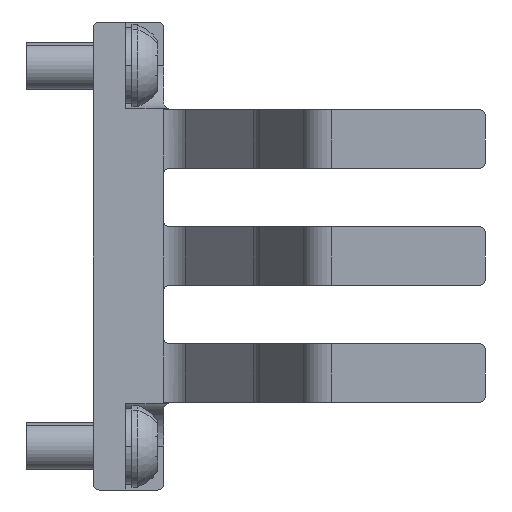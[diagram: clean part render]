
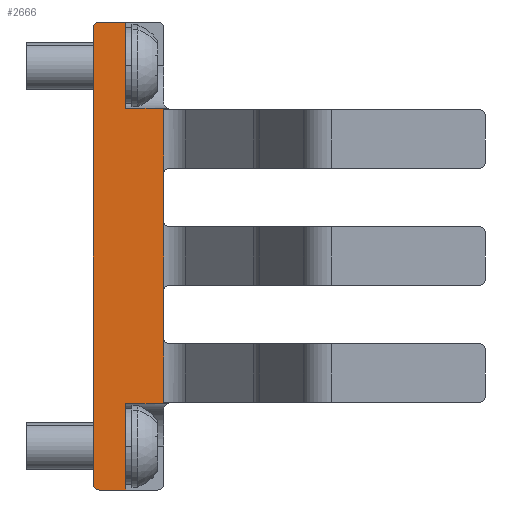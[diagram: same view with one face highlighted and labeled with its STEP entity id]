
A CAD part, left-side view. The second image highlights one B-rep face of the part: STEP entity #2666.
In plain terms, the highlighted planar face has unit normal (-1, 0, 0).
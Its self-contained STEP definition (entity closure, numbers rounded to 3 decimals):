
#63=CARTESIAN_POINT('Vertex',(-358.,9.,112.)) ;
#77=CARTESIAN_POINT('Vertex',(-358.,10.,111.)) ;
#80=CARTESIAN_POINT('Axis2P3D Location',(-358.,9.,111.)) ;
#224=CARTESIAN_POINT('Line Origine',(-358.,10.,72.)) ;
#228=CARTESIAN_POINT('Vertex',(-358.,10.,33.)) ;
#381=CARTESIAN_POINT('Vertex',(-358.,9.,32.)) ;
#384=CARTESIAN_POINT('Axis2P3D Location',(-358.,9.,33.)) ;
#453=CARTESIAN_POINT('Line Origine',(-358.,-2.,62.)) ;
#457=CARTESIAN_POINT('Vertex',(-358.,-2.,66.)) ;
#459=CARTESIAN_POINT('Vertex',(-358.,-2.,58.)) ;
#556=CARTESIAN_POINT('Line Origine',(-358.,-2.,82.)) ;
#560=CARTESIAN_POINT('Vertex',(-358.,-2.,86.)) ;
#562=CARTESIAN_POINT('Vertex',(-358.,-2.,78.)) ;
#759=CARTESIAN_POINT('Line Origine',(-358.,-2.,72.)) ;
#763=CARTESIAN_POINT('Vertex',(-358.,-2.,47.)) ;
#827=CARTESIAN_POINT('Line Origine',(-358.,-2.,72.)) ;
#860=CARTESIAN_POINT('Vertex',(-358.,-2.,97.)) ;
#865=CARTESIAN_POINT('Line Origine',(-358.,-2.,72.)) ;
#2374=CARTESIAN_POINT('Line Origine',(-358.,0.915,46.75)) ;
#2378=CARTESIAN_POINT('Vertex',(-358.,4.5,46.75)) ;
#2380=CARTESIAN_POINT('Vertex',(-358.,-2.671,46.75)) ;
#2414=CARTESIAN_POINT('Line Origine',(-358.,-2.75,47.)) ;
#2418=CARTESIAN_POINT('Vertex',(-358.,-3.5,47.)) ;
#2454=CARTESIAN_POINT('Axis2P3D Location',(-358.,-3.5,45.5)) ;
#2562=CARTESIAN_POINT('Vertex',(-358.,4.5,32.)) ;
#2572=CARTESIAN_POINT('Line Origine',(-358.,4.5,39.375)) ;
#2603=CARTESIAN_POINT('Axis2P3D Location',(-358.,-2.,112.)) ;
#2608=CARTESIAN_POINT('Line Origine',(-358.,-2.75,97.)) ;
#2612=CARTESIAN_POINT('Vertex',(-358.,-3.5,97.)) ;
#2615=CARTESIAN_POINT('Axis2P3D Location',(-358.,-3.5,98.5)) ;
#2619=CARTESIAN_POINT('Vertex',(-358.,-2.671,97.25)) ;
#2622=CARTESIAN_POINT('Line Origine',(-358.,0.915,97.25)) ;
#2626=CARTESIAN_POINT('Vertex',(-358.,4.5,97.25)) ;
#2629=CARTESIAN_POINT('Line Origine',(-358.,4.5,104.625)) ;
#2633=CARTESIAN_POINT('Vertex',(-358.,4.5,112.)) ;
#2636=CARTESIAN_POINT('Line Origine',(-358.,6.75,112.)) ;
#2641=CARTESIAN_POINT('Line Origine',(-358.,6.75,32.)) ;
#81=DIRECTION('Axis2P3D Direction',(-1.,0.,0.)) ;
#225=DIRECTION('Vector Direction',(0.,0.,-1.)) ;
#385=DIRECTION('Axis2P3D Direction',(-1.,0.,0.)) ;
#454=DIRECTION('Vector Direction',(0.,0.,1.)) ;
#557=DIRECTION('Vector Direction',(0.,0.,1.)) ;
#760=DIRECTION('Vector Direction',(0.,0.,1.)) ;
#828=DIRECTION('Vector Direction',(0.,0.,1.)) ;
#866=DIRECTION('Vector Direction',(0.,0.,1.)) ;
#2375=DIRECTION('Vector Direction',(0.,-1.,0.)) ;
#2415=DIRECTION('Vector Direction',(0.,1.,0.)) ;
#2455=DIRECTION('Axis2P3D Direction',(-1.,0.,0.)) ;
#2573=DIRECTION('Vector Direction',(0.,0.,1.)) ;
#2604=DIRECTION('Axis2P3D Direction',(-1.,0.,0.)) ;
#2605=DIRECTION('Axis2P3D XDirection',(0.,1.,0.)) ;
#2609=DIRECTION('Vector Direction',(0.,-1.,0.)) ;
#2616=DIRECTION('Axis2P3D Direction',(-1.,0.,0.)) ;
#2623=DIRECTION('Vector Direction',(0.,-1.,0.)) ;
#2630=DIRECTION('Vector Direction',(0.,0.,-1.)) ;
#2637=DIRECTION('Vector Direction',(0.,1.,0.)) ;
#2642=DIRECTION('Vector Direction',(0.,1.,0.)) ;
#82=AXIS2_PLACEMENT_3D('Circle Axis2P3D',#80,#81,$) ;
#386=AXIS2_PLACEMENT_3D('Circle Axis2P3D',#384,#385,$) ;
#2456=AXIS2_PLACEMENT_3D('Circle Axis2P3D',#2454,#2455,$) ;
#2606=AXIS2_PLACEMENT_3D('Plane Axis2P3D',#2603,#2604,#2605) ;
#2617=AXIS2_PLACEMENT_3D('Circle Axis2P3D',#2615,#2616,$) ;
#2647=ORIENTED_EDGE('',*,*,#2614,.F.) ;
#2648=ORIENTED_EDGE('',*,*,#2621,.T.) ;
#2649=ORIENTED_EDGE('',*,*,#2628,.T.) ;
#2650=ORIENTED_EDGE('',*,*,#2635,.F.) ;
#2651=ORIENTED_EDGE('',*,*,#2640,.T.) ;
#2652=ORIENTED_EDGE('',*,*,#84,.T.) ;
#2653=ORIENTED_EDGE('',*,*,#230,.T.) ;
#2654=ORIENTED_EDGE('',*,*,#388,.T.) ;
#2655=ORIENTED_EDGE('',*,*,#2645,.F.) ;
#2656=ORIENTED_EDGE('',*,*,#2576,.T.) ;
#2657=ORIENTED_EDGE('',*,*,#2382,.T.) ;
#2658=ORIENTED_EDGE('',*,*,#2458,.T.) ;
#2659=ORIENTED_EDGE('',*,*,#2420,.F.) ;
#2660=ORIENTED_EDGE('',*,*,#765,.F.) ;
#2661=ORIENTED_EDGE('',*,*,#461,.F.) ;
#2662=ORIENTED_EDGE('',*,*,#831,.F.) ;
#2663=ORIENTED_EDGE('',*,*,#564,.F.) ;
#2664=ORIENTED_EDGE('',*,*,#869,.F.) ;
#226=VECTOR('Line Direction',#225,1.) ;
#455=VECTOR('Line Direction',#454,1.) ;
#558=VECTOR('Line Direction',#557,1.) ;
#761=VECTOR('Line Direction',#760,1.) ;
#829=VECTOR('Line Direction',#828,1.) ;
#867=VECTOR('Line Direction',#866,1.) ;
#2376=VECTOR('Line Direction',#2375,1.) ;
#2416=VECTOR('Line Direction',#2415,1.) ;
#2574=VECTOR('Line Direction',#2573,1.) ;
#2610=VECTOR('Line Direction',#2609,1.) ;
#2624=VECTOR('Line Direction',#2623,1.) ;
#2631=VECTOR('Line Direction',#2630,1.) ;
#2638=VECTOR('Line Direction',#2637,1.) ;
#2643=VECTOR('Line Direction',#2642,1.) ;
#2666=ADVANCED_FACE('Body.2',(#2665),#2607,.T.) ;
#83=CIRCLE('generated circle',#82,1.) ;
#387=CIRCLE('generated circle',#386,1.) ;
#2457=CIRCLE('generated circle',#2456,1.5) ;
#2618=CIRCLE('generated circle',#2617,1.5) ;
#84=EDGE_CURVE('',#64,#78,#83,.T.) ;
#230=EDGE_CURVE('',#78,#229,#227,.T.) ;
#388=EDGE_CURVE('',#229,#382,#387,.T.) ;
#461=EDGE_CURVE('',#458,#460,#456,.F.) ;
#564=EDGE_CURVE('',#561,#563,#559,.F.) ;
#765=EDGE_CURVE('',#460,#764,#762,.F.) ;
#831=EDGE_CURVE('',#563,#458,#830,.F.) ;
#869=EDGE_CURVE('',#861,#561,#868,.F.) ;
#2382=EDGE_CURVE('',#2379,#2381,#2377,.T.) ;
#2420=EDGE_CURVE('',#764,#2419,#2417,.F.) ;
#2458=EDGE_CURVE('',#2381,#2419,#2457,.F.) ;
#2576=EDGE_CURVE('',#2563,#2379,#2575,.T.) ;
#2614=EDGE_CURVE('',#2613,#861,#2611,.F.) ;
#2621=EDGE_CURVE('',#2613,#2620,#2618,.F.) ;
#2628=EDGE_CURVE('',#2620,#2627,#2625,.F.) ;
#2635=EDGE_CURVE('',#2634,#2627,#2632,.T.) ;
#2640=EDGE_CURVE('',#2634,#64,#2639,.T.) ;
#2645=EDGE_CURVE('',#2563,#382,#2644,.T.) ;
#2646=EDGE_LOOP('',(#2647,#2648,#2649,#2650,#2651,#2652,#2653,#2654,#2655,#2656,#2657,#2658,#2659,#2660,#2661,#2662,#2663,#2664)) ;
#2665=FACE_OUTER_BOUND('',#2646,.T.) ;
#227=LINE('Line',#224,#226) ;
#456=LINE('Line',#453,#455) ;
#559=LINE('Line',#556,#558) ;
#762=LINE('Line',#759,#761) ;
#830=LINE('Line',#827,#829) ;
#868=LINE('Line',#865,#867) ;
#2377=LINE('Line',#2374,#2376) ;
#2417=LINE('Line',#2414,#2416) ;
#2575=LINE('Line',#2572,#2574) ;
#2611=LINE('Line',#2608,#2610) ;
#2625=LINE('Line',#2622,#2624) ;
#2632=LINE('Line',#2629,#2631) ;
#2639=LINE('Line',#2636,#2638) ;
#2644=LINE('Line',#2641,#2643) ;
#2607=PLANE('',#2606) ;
#64=VERTEX_POINT('',#63) ;
#78=VERTEX_POINT('',#77) ;
#229=VERTEX_POINT('',#228) ;
#382=VERTEX_POINT('',#381) ;
#458=VERTEX_POINT('',#457) ;
#460=VERTEX_POINT('',#459) ;
#561=VERTEX_POINT('',#560) ;
#563=VERTEX_POINT('',#562) ;
#764=VERTEX_POINT('',#763) ;
#861=VERTEX_POINT('',#860) ;
#2379=VERTEX_POINT('',#2378) ;
#2381=VERTEX_POINT('',#2380) ;
#2419=VERTEX_POINT('',#2418) ;
#2563=VERTEX_POINT('',#2562) ;
#2613=VERTEX_POINT('',#2612) ;
#2620=VERTEX_POINT('',#2619) ;
#2627=VERTEX_POINT('',#2626) ;
#2634=VERTEX_POINT('',#2633) ;
